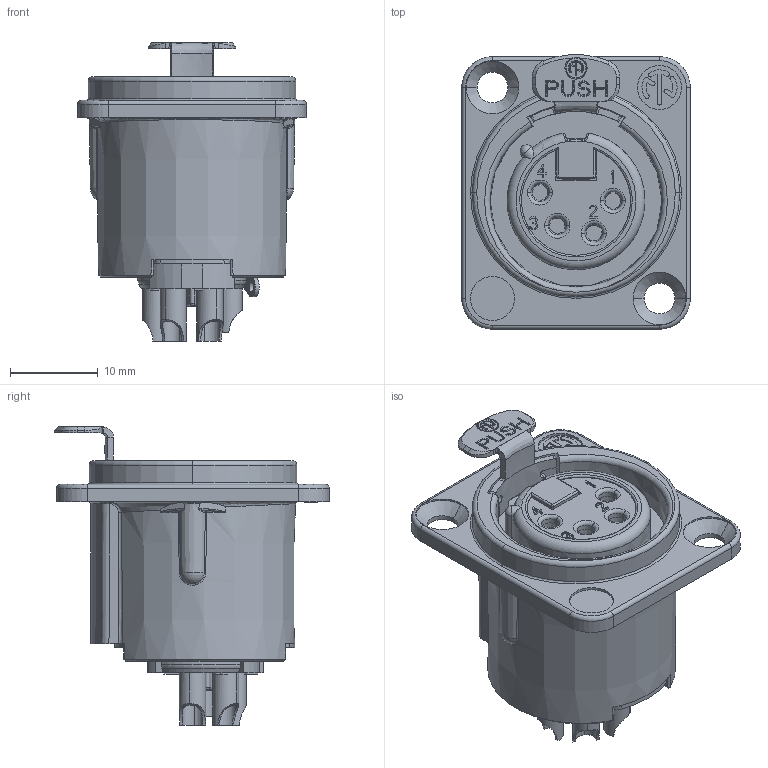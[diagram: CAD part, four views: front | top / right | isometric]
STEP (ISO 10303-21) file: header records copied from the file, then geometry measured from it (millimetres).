
FILE_DESCRIPTION((''),'2;1');
FILE_NAME('MOD00016560','2023-01-09T14:58:13',('thomas.schmiedl'),(''),'CREO PARAMETRIC BY PTC INC, 2021184','CREO PARAMETRIC BY PTC INC, 2021184','');
FILE_SCHEMA(('AUTOMOTIVE_DESIGN { 1 0 10303 214 1 1 1 1 }'));
Products named in the file (1): MOD00016560
Bounding box: 26 x 31.2 x 33.96 mm (x, y, z)
Volume: 8827.8 mm3; surface area: 5385.3 mm2
Topology: 1 solids, 5 shells, 1466 faces, 3820 edges, 2421 vertices
Faces by surface type: plane 976, cylinder 208, bspline 127, cone 90, torus 48, sphere 17
Entity records: 54442 total; most frequent: CARTESIAN_POINT 15756, ORIENTED_EDGE 7610, DIRECTION 6690, EDGE_CURVE 3805, VECTOR 2714, LINE 2714, VERTEX_POINT 2421, AXIS2_PLACEMENT_3D 1988
